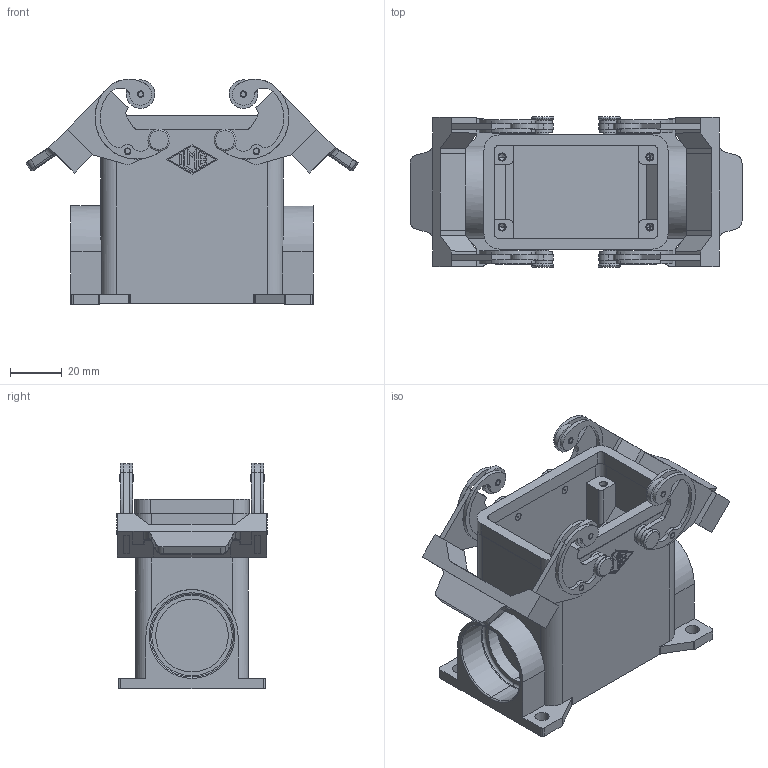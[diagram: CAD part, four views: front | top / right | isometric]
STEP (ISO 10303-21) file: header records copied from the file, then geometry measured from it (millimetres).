
FILE_DESCRIPTION(('Creo Elements/Direct Modeling STEP Export'),'2;1');
FILE_NAME('0ln7uvk49b7pj402268','2017-02-22T15:38:25',(''),(''),'PTC Creo Elements/Direct Modeling STEP processor for AP214 (Solid Model)','PTC Creo Elements/Direct Modeling 19.0E 27-Jun-2016 (C) Parametric Technology GmbH','');
FILE_SCHEMA(('AUTOMOTIVE_DESIGN { 1 0 10303 214 1 1 1 1 }'));
Length unit declared in the file: millimetre
Products named in the file (1): MAPE_10.32
Bounding box: 127.99 x 58 x 86.94 mm (x, y, z)
Volume: 104421.3 mm3; surface area: 58694.3 mm2
Topology: 1 solids, 5 shells, 757 faces, 2021 edges, 1310 vertices
Faces by surface type: plane 329, cylinder 324, torus 60, cone 24, bspline 20
Entity records: 32129 total; most frequent: CARTESIAN_POINT 6345, DIRECTION 4437, ORIENTED_EDGE 4018, EDGE_CURVE 2009, AXIS2_PLACEMENT_3D 1722, VERTEX_POINT 1310, VECTOR 993, LINE 993
